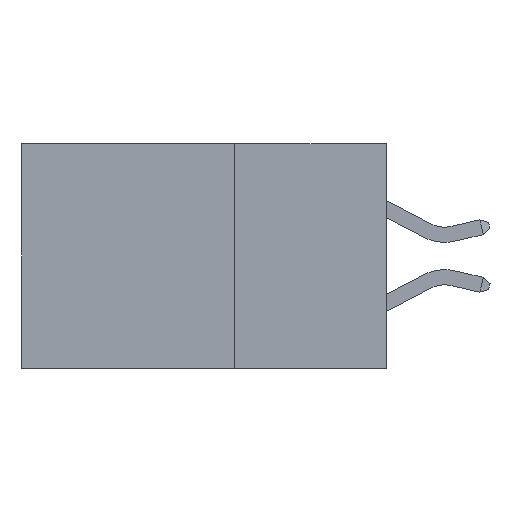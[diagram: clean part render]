
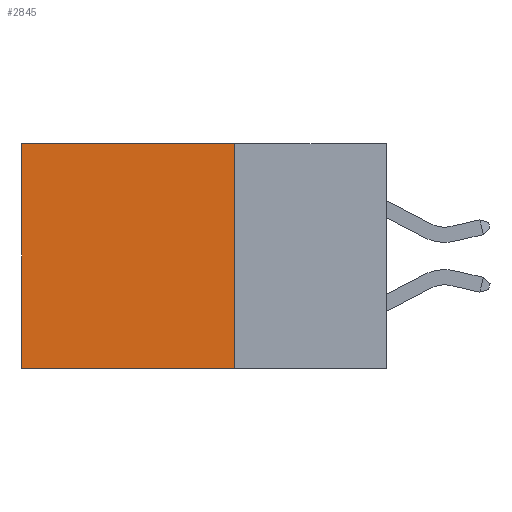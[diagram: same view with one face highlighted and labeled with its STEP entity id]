
A CAD part, left-side view. The second image highlights one B-rep face of the part: STEP entity #2845.
In plain terms, the highlighted planar face has unit normal (-1, 0, 0).
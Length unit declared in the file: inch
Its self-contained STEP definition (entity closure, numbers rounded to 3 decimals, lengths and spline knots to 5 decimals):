
#45 = VECTOR ( 'NONE', #1386, 39.37008 ) ;
#577 = ORIENTED_EDGE ( 'NONE', *, *, #15620, .T. ) ;
#676 = LINE ( 'NONE', #28119, #8094 ) ;
#1130 = VERTEX_POINT ( 'NONE', #24092 ) ;
#1194 = VERTEX_POINT ( 'NONE', #18038 ) ;
#1386 = DIRECTION ( 'NONE',  ( 0., 0., -1. ) ) ;
#2845 = ADVANCED_FACE ( 'NONE', ( #28494 ), #13840, .F. ) ;
#3317 = CARTESIAN_POINT ( 'NONE',  ( 0.298, 0.6, 0. ) ) ;
#4394 = EDGE_LOOP ( 'NONE', ( #577, #23718, #13332, #11078 ) ) ;
#4944 = DIRECTION ( 'NONE',  ( 0., 0., -1. ) ) ;
#5495 = VECTOR ( 'NONE', #4944, 39.37008 ) ;
#5599 = EDGE_CURVE ( 'NONE', #1130, #1194, #17835, .T. ) ;
#8094 = VECTOR ( 'NONE', #9035, 39.37008 ) ;
#9035 = DIRECTION ( 'NONE',  ( 0., 1., 0. ) ) ;
#9260 = CARTESIAN_POINT ( 'NONE',  ( 0.298, 0.25, 0. ) ) ;
#11078 = ORIENTED_EDGE ( 'NONE', *, *, #29261, .T. ) ;
#11812 = CARTESIAN_POINT ( 'NONE',  ( 0.298, 0.25, 0. ) ) ;
#13332 = ORIENTED_EDGE ( 'NONE', *, *, #17153, .F. ) ;
#13840 = PLANE ( 'NONE',  #22874 ) ;
#15620 = EDGE_CURVE ( 'NONE', #28443, #1194, #22368, .T. ) ;
#15918 = VERTEX_POINT ( 'NONE', #9260 ) ;
#16246 = CARTESIAN_POINT ( 'NONE',  ( 0.298, 0.25, 0. ) ) ;
#17153 = EDGE_CURVE ( 'NONE', #15918, #1130, #19270, .T. ) ;
#17835 = LINE ( 'NONE', #23091, #22318 ) ;
#18038 = CARTESIAN_POINT ( 'NONE',  ( 0.298, 0.6, -0.37 ) ) ;
#19270 = LINE ( 'NONE', #11812, #5495 ) ;
#20393 = CARTESIAN_POINT ( 'NONE',  ( 0.298, 0.6, 0. ) ) ;
#20917 = DIRECTION ( 'NONE',  ( 0., 0., -1. ) ) ;
#22318 = VECTOR ( 'NONE', #30109, 39.37008 ) ;
#22368 = LINE ( 'NONE', #20393, #45 ) ;
#22874 = AXIS2_PLACEMENT_3D ( 'NONE', #16246, #25729, #20917 ) ;
#23091 = CARTESIAN_POINT ( 'NONE',  ( 0.298, 0.25, -0.37 ) ) ;
#23718 = ORIENTED_EDGE ( 'NONE', *, *, #5599, .F. ) ;
#24092 = CARTESIAN_POINT ( 'NONE',  ( 0.298, 0.25, -0.37 ) ) ;
#25729 = DIRECTION ( 'NONE',  ( 1., 0., 0. ) ) ;
#28119 = CARTESIAN_POINT ( 'NONE',  ( 0.298, 0.25, 0. ) ) ;
#28443 = VERTEX_POINT ( 'NONE', #3317 ) ;
#28494 = FACE_OUTER_BOUND ( 'NONE', #4394, .T. ) ;
#29261 = EDGE_CURVE ( 'NONE', #15918, #28443, #676, .T. ) ;
#30109 = DIRECTION ( 'NONE',  ( 0., 1., 0. ) ) ;
